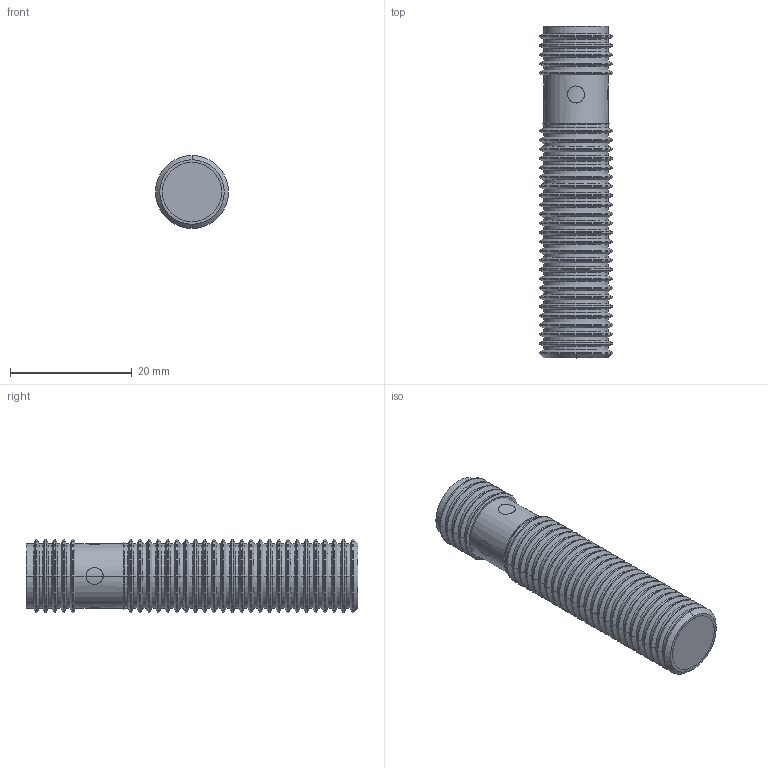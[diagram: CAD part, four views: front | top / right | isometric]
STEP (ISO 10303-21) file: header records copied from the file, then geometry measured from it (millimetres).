
FILE_DESCRIPTION(('STEP AP214'),'1');
FILE_NAME('cctmp_F9EB3F0A-6327-4685-813A-428FE3F21644_2021_2_18_13_46_53_474..stp','2021-02-18T12:46:53',('Pepperl+Fuchs GmbH'),('CADClick - www.CADClick.com'),'Spatial InterOp 3D',' ','unknown authorization');
FILE_SCHEMA(('AUTOMOTIVE_DESIGN { 1 0 10303 214 1 1 1 1 }'));
Length unit declared in the file: millimetre
Products named in the file (1): 2021_02_18__13-46-53-471
Bounding box: 12 x 54.51 x 12 mm (x, y, z)
Volume: 4554.2 mm3; surface area: 4352.9 mm2
Topology: 1 solids, 2 shells, 320 faces, 695 edges, 375 vertices
Faces by surface type: cylinder 163, cone 126, plane 25, sphere 6
Entity records: 11726 total; most frequent: CARTESIAN_POINT 2167, DIRECTION 1598, ORIENTED_EDGE 1366, EDGE_CURVE 683, AXIS2_PLACEMENT_3D 646, VERTEX_POINT 375, EDGE_LOOP 336, CIRCLE 325
